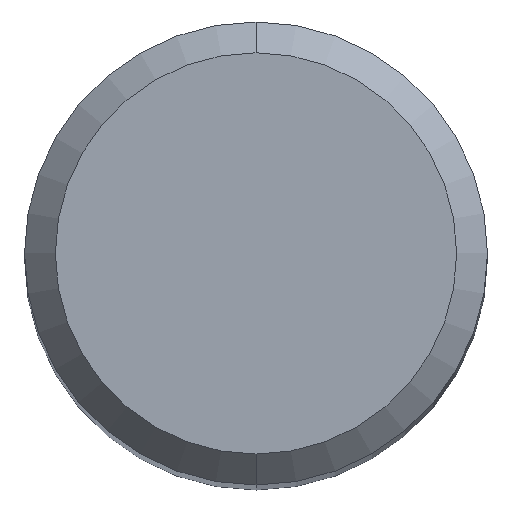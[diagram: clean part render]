
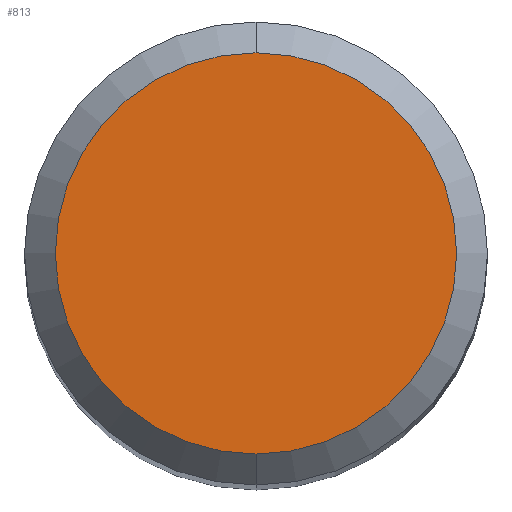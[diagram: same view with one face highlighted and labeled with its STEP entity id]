
A CAD part, top view. The second image highlights one B-rep face of the part: STEP entity #813.
In plain terms, the highlighted planar face has unit normal (0, 0, 1).
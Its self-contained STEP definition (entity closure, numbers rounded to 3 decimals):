
#349=EDGE_CURVE('',#619,#919,#970,.T.);
#491=EDGE_CURVE('',#919,#619,#1125,.T.);
#619=VERTEX_POINT('',#1263);
#813=ADVANCED_FACE('',(#1477),#1478,.T.);
#919=VERTEX_POINT('',#1594);
#970=CIRCLE('',#2986,2.6);
#1125=CIRCLE('',#4726,2.6);
#1263=CARTESIAN_POINT('',(0.,-2.6,0.0));
#1477=FACE_OUTER_BOUND('',#7609,.T.);
#1478=PLANE('',#7610);
#1594=CARTESIAN_POINT('',(0.0,2.6,0.0));
#2986=AXIS2_PLACEMENT_3D('',#9555,#9556,#9557);
#4726=AXIS2_PLACEMENT_3D('',#9724,#9725,#9726);
#7609=EDGE_LOOP('',(#10080,#10081));
#7610=AXIS2_PLACEMENT_3D('',#10082,#10083,#10084);
#9555=CARTESIAN_POINT('',(0.0,0.0,0.0));
#9556=DIRECTION('',(0.0,0.0,-1.0));
#9557=DIRECTION('',(0.0,1.0,0.0));
#9724=CARTESIAN_POINT('',(0.0,0.0,0.0));
#9725=DIRECTION('',(0.0,0.0,-1.0));
#9726=DIRECTION('',(0.0,1.0,0.0));
#10080=ORIENTED_EDGE('',*,*,#491,.F.);
#10081=ORIENTED_EDGE('',*,*,#349,.F.);
#10082=CARTESIAN_POINT('',(0.0,1.3,0.0));
#10083=DIRECTION('',(-0.0,0.0,1.0));
#10084=DIRECTION('',(0.0,-1.0,0.0));
